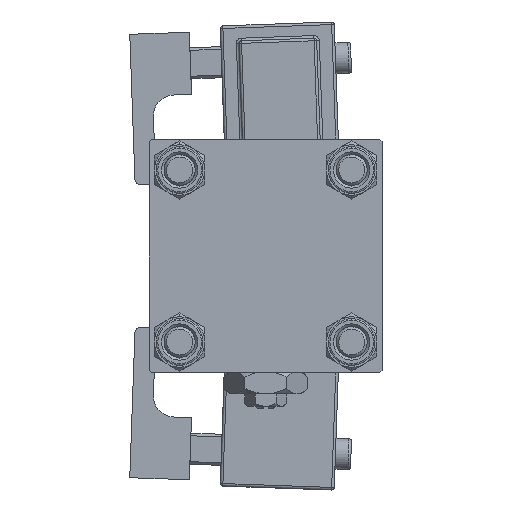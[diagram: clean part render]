
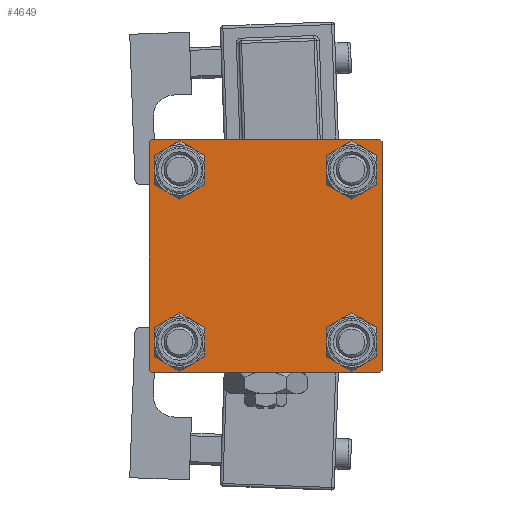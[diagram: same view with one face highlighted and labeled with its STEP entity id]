
A CAD part, left-side view. The second image highlights one B-rep face of the part: STEP entity #4649.
In plain terms, the highlighted planar face has unit normal (-1, 0, 0).
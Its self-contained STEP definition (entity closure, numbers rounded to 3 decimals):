
#538 = CIRCLE ( 'NONE', #9778, 3.5 ) ;
#868 = DIRECTION ( 'NONE',  ( 0., 0., 1. ) ) ;
#911 = EDGE_LOOP ( 'NONE', ( #43456, #23139 ) ) ;
#1140 = CARTESIAN_POINT ( 'NONE',  ( 0., 22.5, 22.5 ) ) ;
#1528 = CIRCLE ( 'NONE', #38628, 3.5 ) ;
#1927 = CARTESIAN_POINT ( 'NONE',  ( 0., -22., 22.5 ) ) ;
#2312 = DIRECTION ( 'NONE',  ( 0., 0.707, 0.707 ) ) ;
#3154 = VERTEX_POINT ( 'NONE', #26461 ) ;
#3169 = CIRCLE ( 'NONE', #55088, 3.5 ) ;
#4138 = ORIENTED_EDGE ( 'NONE', *, *, #15645, .T. ) ;
#4649 = ADVANCED_FACE ( 'NONE', ( #34727, #17296, #8875, #48380, #52148 ), #39660, .T. ) ;
#5321 = DIRECTION ( 'NONE',  ( 0., 0., 1. ) ) ;
#5468 = ORIENTED_EDGE ( 'NONE', *, *, #21417, .T. ) ;
#5482 = CARTESIAN_POINT ( 'NONE',  ( 0., 16.6, -16.6 ) ) ;
#5958 = AXIS2_PLACEMENT_3D ( 'NONE', #40648, #49380, #868 ) ;
#6009 = EDGE_LOOP ( 'NONE', ( #10909, #24323, #12192, #6520, #30340, #18626, #45750, #7337 ) ) ;
#6175 = CARTESIAN_POINT ( 'NONE',  ( 0., -16.6, -16.6 ) ) ;
#6211 = EDGE_CURVE ( 'NONE', #3154, #17258, #47580, .T. ) ;
#6520 = ORIENTED_EDGE ( 'NONE', *, *, #19631, .T. ) ;
#6651 = LINE ( 'NONE', #24364, #56820 ) ;
#6823 = AXIS2_PLACEMENT_3D ( 'NONE', #30636, #53295, #43410 ) ;
#7022 = LINE ( 'NONE', #51156, #22232 ) ;
#7209 = VECTOR ( 'NONE', #17699, 1000. ) ;
#7307 = LINE ( 'NONE', #15167, #53436 ) ;
#7337 = ORIENTED_EDGE ( 'NONE', *, *, #47438, .T. ) ;
#8520 = VERTEX_POINT ( 'NONE', #39507 ) ;
#8875 = FACE_BOUND ( 'NONE', #49842, .T. ) ;
#8988 = AXIS2_PLACEMENT_3D ( 'NONE', #5482, #50774, #28424 ) ;
#9320 = ORIENTED_EDGE ( 'NONE', *, *, #20417, .T. ) ;
#9778 = AXIS2_PLACEMENT_3D ( 'NONE', #56340, #38313, #47597 ) ;
#10514 = AXIS2_PLACEMENT_3D ( 'NONE', #43705, #57387, #35015 ) ;
#10909 = ORIENTED_EDGE ( 'NONE', *, *, #44949, .T. ) ;
#11496 = EDGE_LOOP ( 'NONE', ( #4138, #44272 ) ) ;
#11685 = VERTEX_POINT ( 'NONE', #33624 ) ;
#12192 = ORIENTED_EDGE ( 'NONE', *, *, #30371, .T. ) ;
#14880 = DIRECTION ( 'NONE',  ( 0., 0., 1. ) ) ;
#14901 = LINE ( 'NONE', #50330, #49742 ) ;
#15148 = CARTESIAN_POINT ( 'NONE',  ( 0., -22.5, 22. ) ) ;
#15167 = CARTESIAN_POINT ( 'NONE',  ( 0., -22.25, -22.25 ) ) ;
#15645 = EDGE_CURVE ( 'NONE', #17258, #3154, #538, .T. ) ;
#15740 = DIRECTION ( 'NONE',  ( 1., 0., 0. ) ) ;
#15780 = ORIENTED_EDGE ( 'NONE', *, *, #52946, .T. ) ;
#17162 = EDGE_CURVE ( 'NONE', #53432, #48048, #14901, .T. ) ;
#17250 = LINE ( 'NONE', #43385, #21438 ) ;
#17258 = VERTEX_POINT ( 'NONE', #23894 ) ;
#17296 = FACE_BOUND ( 'NONE', #11496, .T. ) ;
#17307 = CIRCLE ( 'NONE', #8988, 3.5 ) ;
#17699 = DIRECTION ( 'NONE',  ( 0., -1., 0. ) ) ;
#18109 = DIRECTION ( 'NONE',  ( 0., 0., -1. ) ) ;
#18559 = VERTEX_POINT ( 'NONE', #31150 ) ;
#18626 = ORIENTED_EDGE ( 'NONE', *, *, #36215, .T. ) ;
#18874 = CIRCLE ( 'NONE', #6823, 3.5 ) ;
#19059 = CARTESIAN_POINT ( 'NONE',  ( 0., -16.6, 20.1 ) ) ;
#19228 = DIRECTION ( 'NONE',  ( 1., 0., 0. ) ) ;
#19505 = CARTESIAN_POINT ( 'NONE',  ( 0., 16.6, 16.6 ) ) ;
#19631 = EDGE_CURVE ( 'NONE', #18559, #48048, #7307, .T. ) ;
#20283 = CARTESIAN_POINT ( 'NONE',  ( 0., -16.6, 13.1 ) ) ;
#20417 = EDGE_CURVE ( 'NONE', #8520, #49846, #1528, .T. ) ;
#21417 = EDGE_CURVE ( 'NONE', #26699, #54268, #17307, .T. ) ;
#21438 = VECTOR ( 'NONE', #25397, 1000. ) ;
#21794 = CARTESIAN_POINT ( 'NONE',  ( 0., 22.5, -22.5 ) ) ;
#22232 = VECTOR ( 'NONE', #37527, 1000. ) ;
#22324 = DIRECTION ( 'NONE',  ( 0., 0., 1. ) ) ;
#22529 = AXIS2_PLACEMENT_3D ( 'NONE', #6175, #15740, #46809 ) ;
#22762 = VERTEX_POINT ( 'NONE', #37646 ) ;
#23139 = ORIENTED_EDGE ( 'NONE', *, *, #54730, .T. ) ;
#23292 = EDGE_CURVE ( 'NONE', #11685, #57227, #40910, .T. ) ;
#23572 = CARTESIAN_POINT ( 'NONE',  ( 0., 16.6, -20.1 ) ) ;
#23894 = CARTESIAN_POINT ( 'NONE',  ( 0., -16.6, -13.1 ) ) ;
#24323 = ORIENTED_EDGE ( 'NONE', *, *, #25226, .T. ) ;
#24364 = CARTESIAN_POINT ( 'NONE',  ( 0., -22.25, 22.25 ) ) ;
#25022 = CIRCLE ( 'NONE', #54726, 3.5 ) ;
#25226 = EDGE_CURVE ( 'NONE', #34266, #22762, #28056, .T. ) ;
#25397 = DIRECTION ( 'NONE',  ( 0., 0.707, -0.707 ) ) ;
#25531 = EDGE_LOOP ( 'NONE', ( #9320, #50088 ) ) ;
#26461 = CARTESIAN_POINT ( 'NONE',  ( 0., -16.6, -20.1 ) ) ;
#26699 = VERTEX_POINT ( 'NONE', #36921 ) ;
#27061 = VERTEX_POINT ( 'NONE', #19059 ) ;
#27710 = VECTOR ( 'NONE', #36484, 1000. ) ;
#28056 = LINE ( 'NONE', #53629, #27710 ) ;
#28424 = DIRECTION ( 'NONE',  ( 0., 0., 1. ) ) ;
#30340 = ORIENTED_EDGE ( 'NONE', *, *, #17162, .F. ) ;
#30371 = EDGE_CURVE ( 'NONE', #22762, #18559, #56403, .T. ) ;
#30636 = CARTESIAN_POINT ( 'NONE',  ( 0., 16.6, -16.6 ) ) ;
#30801 = DIRECTION ( 'NONE',  ( 0., -1., 0. ) ) ;
#31150 = CARTESIAN_POINT ( 'NONE',  ( 0., -22., -22.5 ) ) ;
#32308 = CARTESIAN_POINT ( 'NONE',  ( 0., 16.6, 16.6 ) ) ;
#33624 = CARTESIAN_POINT ( 'NONE',  ( 0., 22., 22.5 ) ) ;
#34266 = VERTEX_POINT ( 'NONE', #40260 ) ;
#34727 = FACE_BOUND ( 'NONE', #911, .T. ) ;
#35015 = DIRECTION ( 'NONE',  ( 0., 0., 1. ) ) ;
#35122 = CARTESIAN_POINT ( 'NONE',  ( 0., -16.6, 16.6 ) ) ;
#36215 = EDGE_CURVE ( 'NONE', #53432, #57227, #6651, .T. ) ;
#36484 = DIRECTION ( 'NONE',  ( 0., -0.707, -0.707 ) ) ;
#36921 = CARTESIAN_POINT ( 'NONE',  ( 0., 16.6, -13.1 ) ) ;
#37527 = DIRECTION ( 'NONE',  ( 0., 0., -1. ) ) ;
#37646 = CARTESIAN_POINT ( 'NONE',  ( 0., 22., -22.5 ) ) ;
#38313 = DIRECTION ( 'NONE',  ( 1., 0., 0. ) ) ;
#38581 = VERTEX_POINT ( 'NONE', #20283 ) ;
#38628 = AXIS2_PLACEMENT_3D ( 'NONE', #32308, #41014, #5321 ) ;
#38631 = CARTESIAN_POINT ( 'NONE',  ( 0., -22.5, -22. ) ) ;
#38646 = CARTESIAN_POINT ( 'NONE',  ( 0., 22.5, 22. ) ) ;
#39507 = CARTESIAN_POINT ( 'NONE',  ( 0., 16.6, 20.1 ) ) ;
#39660 = PLANE ( 'NONE',  #10514 ) ;
#39959 = EDGE_CURVE ( 'NONE', #49846, #8520, #3169, .T. ) ;
#40260 = CARTESIAN_POINT ( 'NONE',  ( 0., 22.5, -22. ) ) ;
#40648 = CARTESIAN_POINT ( 'NONE',  ( 0., -16.6, 16.6 ) ) ;
#40910 = LINE ( 'NONE', #1140, #7209 ) ;
#41014 = DIRECTION ( 'NONE',  ( 1., 0., 0. ) ) ;
#41219 = CIRCLE ( 'NONE', #5958, 3.5 ) ;
#41650 = EDGE_CURVE ( 'NONE', #27061, #38581, #25022, .T. ) ;
#42729 = DIRECTION ( 'NONE',  ( 0., -0.707, 0.707 ) ) ;
#43385 = CARTESIAN_POINT ( 'NONE',  ( 0., 22.25, 22.25 ) ) ;
#43410 = DIRECTION ( 'NONE',  ( 0., 0., 1. ) ) ;
#43456 = ORIENTED_EDGE ( 'NONE', *, *, #41650, .T. ) ;
#43705 = CARTESIAN_POINT ( 'NONE',  ( 0., 0., 0. ) ) ;
#44272 = ORIENTED_EDGE ( 'NONE', *, *, #6211, .T. ) ;
#44949 = EDGE_CURVE ( 'NONE', #52158, #34266, #7022, .T. ) ;
#45750 = ORIENTED_EDGE ( 'NONE', *, *, #23292, .F. ) ;
#46809 = DIRECTION ( 'NONE',  ( 0., 0., 1. ) ) ;
#47438 = EDGE_CURVE ( 'NONE', #11685, #52158, #17250, .T. ) ;
#47580 = CIRCLE ( 'NONE', #22529, 3.5 ) ;
#47597 = DIRECTION ( 'NONE',  ( 0., 0., 1. ) ) ;
#48048 = VERTEX_POINT ( 'NONE', #38631 ) ;
#48147 = VECTOR ( 'NONE', #30801, 1000. ) ;
#48380 = FACE_BOUND ( 'NONE', #25531, .T. ) ;
#49380 = DIRECTION ( 'NONE',  ( 1., 0., 0. ) ) ;
#49742 = VECTOR ( 'NONE', #18109, 1000. ) ;
#49842 = EDGE_LOOP ( 'NONE', ( #5468, #15780 ) ) ;
#49846 = VERTEX_POINT ( 'NONE', #56957 ) ;
#50088 = ORIENTED_EDGE ( 'NONE', *, *, #39959, .T. ) ;
#50330 = CARTESIAN_POINT ( 'NONE',  ( 0., -22.5, 22.5 ) ) ;
#50774 = DIRECTION ( 'NONE',  ( 1., 0., 0. ) ) ;
#51156 = CARTESIAN_POINT ( 'NONE',  ( 0., 22.5, 22.5 ) ) ;
#52148 = FACE_OUTER_BOUND ( 'NONE', #6009, .T. ) ;
#52158 = VERTEX_POINT ( 'NONE', #38646 ) ;
#52844 = DIRECTION ( 'NONE',  ( 1., 0., 0. ) ) ;
#52946 = EDGE_CURVE ( 'NONE', #54268, #26699, #18874, .T. ) ;
#53295 = DIRECTION ( 'NONE',  ( 1., 0., 0. ) ) ;
#53432 = VERTEX_POINT ( 'NONE', #15148 ) ;
#53436 = VECTOR ( 'NONE', #42729, 1000. ) ;
#53629 = CARTESIAN_POINT ( 'NONE',  ( 0., 22.25, -22.25 ) ) ;
#54268 = VERTEX_POINT ( 'NONE', #23572 ) ;
#54726 = AXIS2_PLACEMENT_3D ( 'NONE', #35122, #52844, #22324 ) ;
#54730 = EDGE_CURVE ( 'NONE', #38581, #27061, #41219, .T. ) ;
#55088 = AXIS2_PLACEMENT_3D ( 'NONE', #19505, #19228, #14880 ) ;
#56340 = CARTESIAN_POINT ( 'NONE',  ( 0., -16.6, -16.6 ) ) ;
#56403 = LINE ( 'NONE', #21794, #48147 ) ;
#56820 = VECTOR ( 'NONE', #2312, 1000. ) ;
#56957 = CARTESIAN_POINT ( 'NONE',  ( 0., 16.6, 13.1 ) ) ;
#57227 = VERTEX_POINT ( 'NONE', #1927 ) ;
#57387 = DIRECTION ( 'NONE',  ( -1., 0., 0. ) ) ;
